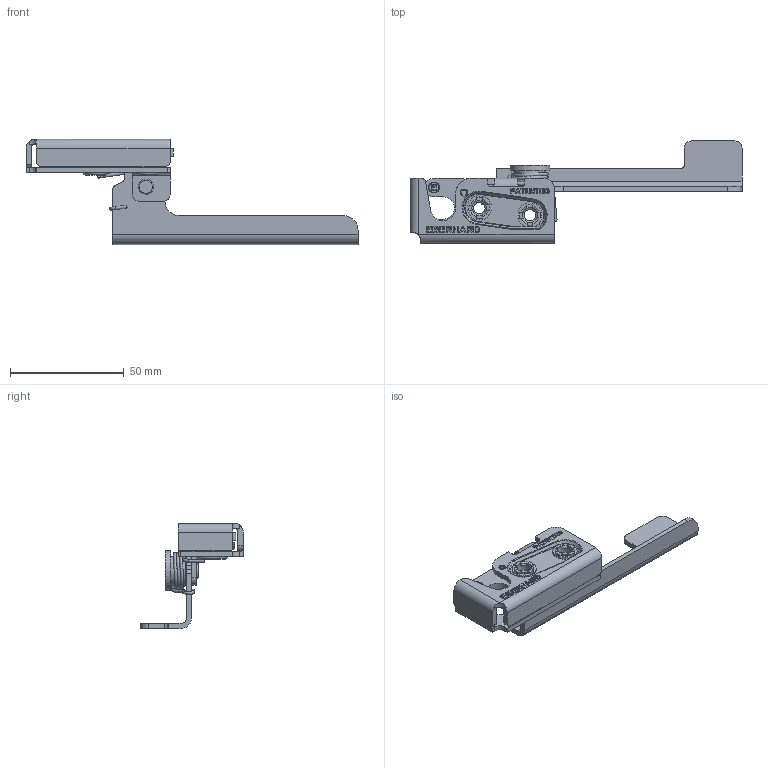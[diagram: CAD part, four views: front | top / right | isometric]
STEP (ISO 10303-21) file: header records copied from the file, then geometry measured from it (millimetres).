
FILE_DESCRIPTION(/* description */ (''),/* implementation_level */ '2;1');
FILE_NAME(/* name */ '12-240 R_1_31_2022.stp',/* time_stamp */ '2022-01-31T10:38:48-05:00',/* author */ ('DKOEGLE'),/* organization */ ('Eberhard Manufacturing Company'),/* preprocessor_version */ 'ST-DEVELOPER v18.1',/* originating_system */ 'Autodesk Inventor 2020',/* authorisation */ '');
FILE_SCHEMA (('AUTOMOTIVE_DESIGN { 1 0 10303 214 3 1 1 }'));
Length unit declared in the file: inch
Products named in the file (1): 12-240 R_Shrinkwrap_1
Bounding box: 146.11 x 44.98 x 46.28 mm (x, y, z)
Volume: 21454.2 mm3; surface area: 22278.9 mm2
Topology: 1 solids, 1 shells, 675 faces, 1930 edges, 1280 vertices
Faces by surface type: plane 422, cylinder 144, bspline 66, torus 35, cone 8
Full cylindrical faces by diameter (mm): 1.016 x2, 1.321 x5, 2.337 x1, 3.175 x1, 4.318 x2, 4.826 x2, 4.978 x2, 6.096 x1, 6.528 x1, 6.629 x4, 8.484 x4, 11.112 x2, 11.367 x2, 12.7 x3, 17.45 x1
Entity records: 26710 total; most frequent: CARTESIAN_POINT 8448, ORIENTED_EDGE 3862, DIRECTION 3369, EDGE_CURVE 1931, VERTEX_POINT 1280, LINE 1231, VECTOR 1231, AXIS2_PLACEMENT_3D 1069
